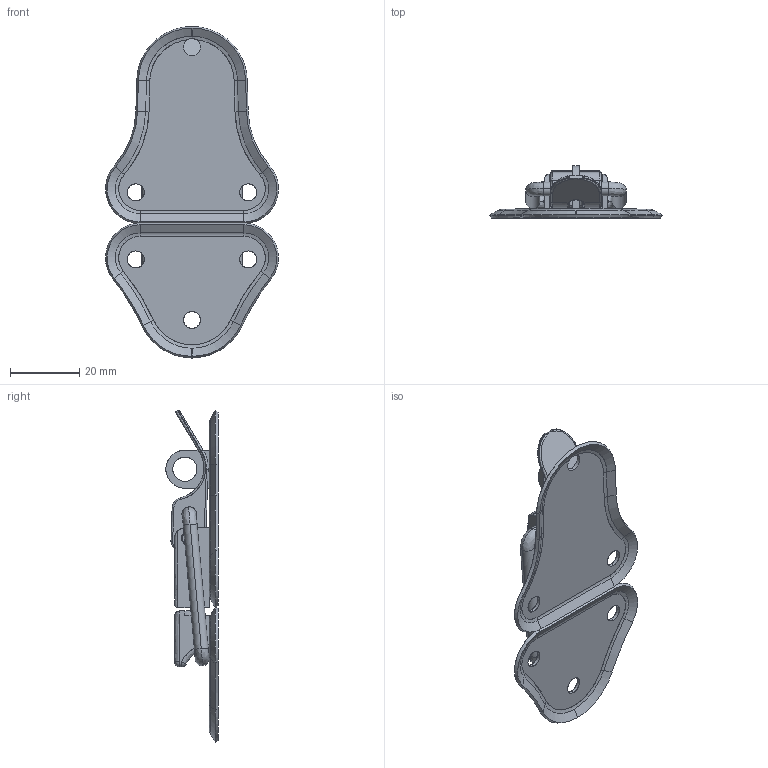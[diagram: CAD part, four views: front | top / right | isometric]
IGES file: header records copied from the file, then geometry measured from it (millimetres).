
Start section: SolidWorks IGES file using analytic representation for surfaces
Global section: file name: 1602.IGS; native system: SolidWorks 2010; preprocessor: SolidWorks 2010; author: martinb; date: 100818.111525; units: millimetre
Bounding box: 50 x 15.11 x 96.01 mm (x, y, z)
Surface area: 13697.9 mm2 (no closed solid volume)
Topology: 0 solids, 0 shells, 315 faces, 3283 edges, 3279 vertices
Faces by surface type: revolution 158, bspline 157
